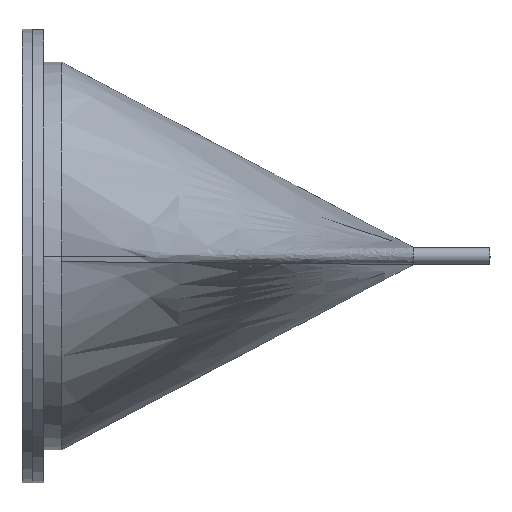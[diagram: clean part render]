
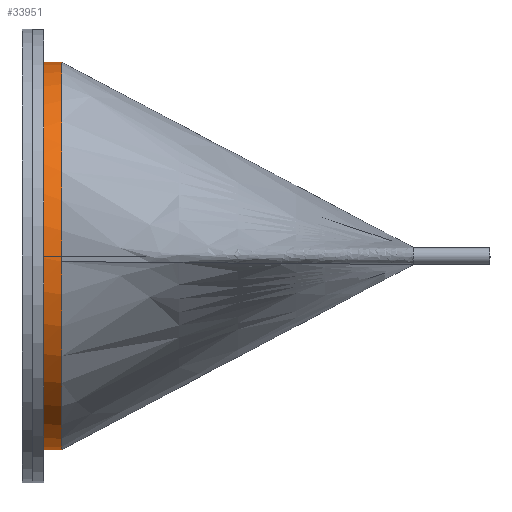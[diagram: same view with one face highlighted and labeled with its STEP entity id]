
A CAD part, front view. The second image highlights one B-rep face of the part: STEP entity #33951.
In plain terms, the highlighted cylindrical face has radius 910 mm (diameter 1820 mm), a partial arc.
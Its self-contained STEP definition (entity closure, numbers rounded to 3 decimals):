
#336 = DIRECTION ( 'NONE',  ( 0., 0., -1. ) ) ;
#2059 = CYLINDRICAL_SURFACE ( 'NONE', #41549, 910. ) ;
#2221 = VECTOR ( 'NONE', #7980, 1000. ) ;
#3708 = CIRCLE ( 'NONE', #5084, 910. ) ;
#3849 = CARTESIAN_POINT ( 'NONE',  ( 0., 0., 0. ) ) ;
#4072 = VERTEX_POINT ( 'NONE', #39941 ) ;
#5084 = AXIS2_PLACEMENT_3D ( 'NONE', #6764, #12728, #39523 ) ;
#6764 = CARTESIAN_POINT ( 'NONE',  ( 0., 0., 0. ) ) ;
#6971 = ORIENTED_EDGE ( 'NONE', *, *, #35653, .F. ) ;
#7582 = VECTOR ( 'NONE', #15472, 1000. ) ;
#7686 = DIRECTION ( 'NONE',  ( 0., 0., 1. ) ) ;
#7980 = DIRECTION ( 'NONE',  ( 1., 0., 0. ) ) ;
#9396 = ORIENTED_EDGE ( 'NONE', *, *, #28802, .F. ) ;
#10912 = DIRECTION ( 'NONE',  ( 1., 0., 0. ) ) ;
#12728 = DIRECTION ( 'NONE',  ( 1., 0., 0. ) ) ;
#14614 = CIRCLE ( 'NONE', #39397, 910. ) ;
#15472 = DIRECTION ( 'NONE',  ( 1., 0., 0. ) ) ;
#15688 = CARTESIAN_POINT ( 'NONE',  ( -137., 0., 0. ) ) ;
#21175 = VERTEX_POINT ( 'NONE', #42091 ) ;
#21667 = LINE ( 'NONE', #38123, #2221 ) ;
#21723 = CIRCLE ( 'NONE', #38641, 910. ) ;
#22750 = DIRECTION ( 'NONE',  ( 0., 0., -1. ) ) ;
#22864 = CARTESIAN_POINT ( 'NONE',  ( -137., 0., -910. ) ) ;
#26093 = CARTESIAN_POINT ( 'NONE',  ( -137., 0., -910. ) ) ;
#27769 = DIRECTION ( 'NONE',  ( -1., 0., 0. ) ) ;
#28250 = EDGE_CURVE ( 'NONE', #41104, #30838, #21723, .T. ) ;
#28802 = EDGE_CURVE ( 'NONE', #21175, #4072, #14614, .T. ) ;
#29391 = DIRECTION ( 'NONE',  ( 1., 0., 0. ) ) ;
#30838 = VERTEX_POINT ( 'NONE', #37484 ) ;
#31337 = CARTESIAN_POINT ( 'NONE',  ( -137., 0., 0. ) ) ;
#31945 = ORIENTED_EDGE ( 'NONE', *, *, #33953, .T. ) ;
#32409 = ORIENTED_EDGE ( 'NONE', *, *, #34988, .F. ) ;
#32776 = LINE ( 'NONE', #26093, #7582 ) ;
#33951 = ADVANCED_FACE ( 'NONE', ( #36111 ), #2059, .T. ) ;
#33953 = EDGE_CURVE ( 'NONE', #41104, #4072, #32776, .T. ) ;
#34988 = EDGE_CURVE ( 'NONE', #30838, #40561, #21667, .T. ) ;
#35410 = CARTESIAN_POINT ( 'NONE',  ( 0., 0., 910. ) ) ;
#35653 = EDGE_CURVE ( 'NONE', #40561, #21175, #3708, .T. ) ;
#36111 = FACE_OUTER_BOUND ( 'NONE', #36195, .T. ) ;
#36195 = EDGE_LOOP ( 'NONE', ( #32409, #39302, #31945, #9396, #6971 ) ) ;
#37484 = CARTESIAN_POINT ( 'NONE',  ( -137., 0., 910. ) ) ;
#38123 = CARTESIAN_POINT ( 'NONE',  ( -137., 0., 910. ) ) ;
#38641 = AXIS2_PLACEMENT_3D ( 'NONE', #31337, #27769, #7686 ) ;
#39302 = ORIENTED_EDGE ( 'NONE', *, *, #28250, .F. ) ;
#39397 = AXIS2_PLACEMENT_3D ( 'NONE', #3849, #10912, #336 ) ;
#39523 = DIRECTION ( 'NONE',  ( 0., 0., -1. ) ) ;
#39941 = CARTESIAN_POINT ( 'NONE',  ( 0., 0., -910. ) ) ;
#40561 = VERTEX_POINT ( 'NONE', #35410 ) ;
#41104 = VERTEX_POINT ( 'NONE', #22864 ) ;
#41549 = AXIS2_PLACEMENT_3D ( 'NONE', #15688, #29391, #22750 ) ;
#42091 = CARTESIAN_POINT ( 'NONE',  ( 0., -909.615, -26.462 ) ) ;
